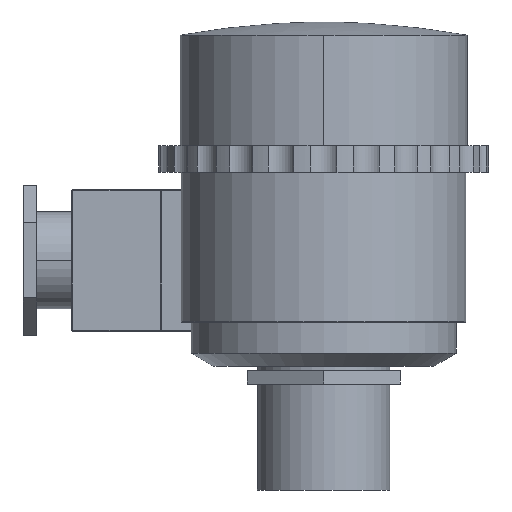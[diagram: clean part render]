
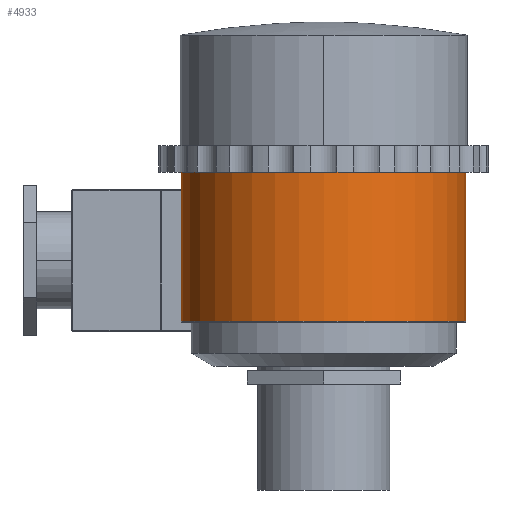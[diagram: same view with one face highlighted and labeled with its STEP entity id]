
A CAD part, left-side view. The second image highlights one B-rep face of the part: STEP entity #4933.
In plain terms, the highlighted cylindrical face has radius 32.25 mm (diameter 64.5 mm), a partial arc.
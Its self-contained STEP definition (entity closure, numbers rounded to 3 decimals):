
#368=CARTESIAN_POINT('',(0.,0.,-6.));
#369=DIRECTION('',(0.,0.,-1.));
#370=DIRECTION('',(0.,-1.,0.));
#371=AXIS2_PLACEMENT_3D('',#368,#369,#370);
#810=DIRECTION('',(0.,0.,-1.));
#811=VECTOR('',#810,33.8);
#812=CARTESIAN_POINT('',(0.,32.25,-6.));
#813=LINE('',#812,#811);
#1553=CARTESIAN_POINT('',(0.,0.,-39.8));
#1554=DIRECTION('',(0.,0.,-1.));
#1555=DIRECTION('',(0.,-1.,0.));
#1556=AXIS2_PLACEMENT_3D('',#1553,#1554,#1555);
#1558=DIRECTION('',(0.,0.,-1.));
#1559=VECTOR('',#1558,33.8);
#1560=CARTESIAN_POINT('',(0.,-32.25,-6.));
#1561=LINE('',#1560,#1559);
#1768=CARTESIAN_POINT('',(0.,32.25,-6.));
#1769=CARTESIAN_POINT('',(0.,-32.25,-6.));
#1770=VERTEX_POINT('',#1768);
#1771=VERTEX_POINT('',#1769);
#1947=CARTESIAN_POINT('',(0.,-32.25,-39.8));
#1949=VERTEX_POINT('',#1947);
#1950=CARTESIAN_POINT('',(0.,32.25,-39.8));
#1951=VERTEX_POINT('',#1950);
#4922=CARTESIAN_POINT('',(0.,0.,-6.));
#4923=DIRECTION('',(0.,0.,-1.));
#4924=DIRECTION('',(0.,1.,0.));
#4925=AXIS2_PLACEMENT_3D('',#4922,#4923,#4924);
#4926=CYLINDRICAL_SURFACE('',#4925,32.25);
#4927=ORIENTED_EDGE('',*,*,#3325,.T.);
#4928=ORIENTED_EDGE('',*,*,#3296,.F.);
#4929=ORIENTED_EDGE('',*,*,#2335,.F.);
#4930=ORIENTED_EDGE('',*,*,#3293,.T.);
#4931=EDGE_LOOP('',(#4927,#4928,#4929,#4930));
#4932=FACE_OUTER_BOUND('',#4931,.F.);
#4933=ADVANCED_FACE('',(#4932),#4926,.T.);
#372=CIRCLE('',#371,32.25);
#1557=CIRCLE('',#1556,32.25);
#2335=EDGE_CURVE('',#1771,#1770,#372,.T.);
#3293=EDGE_CURVE('',#1771,#1949,#1561,.T.);
#3296=EDGE_CURVE('',#1770,#1951,#813,.T.);
#3325=EDGE_CURVE('',#1949,#1951,#1557,.T.);
